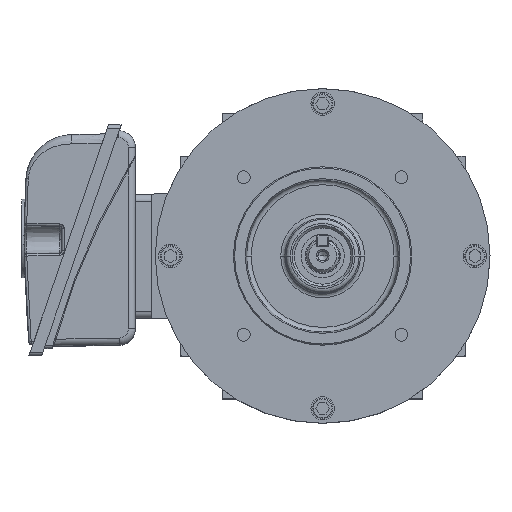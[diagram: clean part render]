
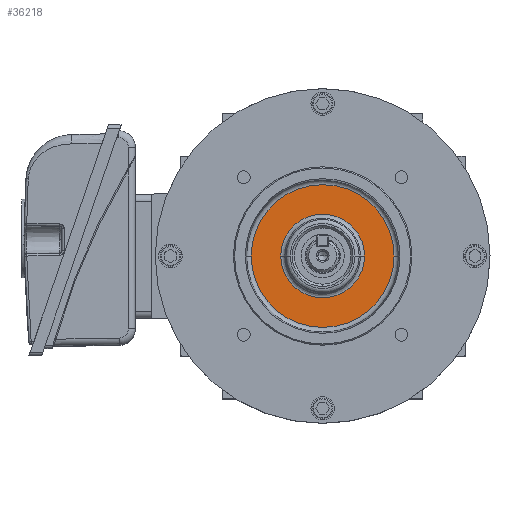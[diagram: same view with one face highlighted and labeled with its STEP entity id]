
A CAD part, top view. The second image highlights one B-rep face of the part: STEP entity #36218.
In plain terms, the highlighted face is planar.
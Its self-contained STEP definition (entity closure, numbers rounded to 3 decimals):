
#6513 = DIRECTION ( 'NONE',  ( 1., 0., 0. ) ) ;
#8964 = EDGE_CURVE ( 'NONE', #26403, #12965, #48742, .T. ) ;
#9886 = ORIENTED_EDGE ( 'NONE', *, *, #35981, .T. ) ;
#11263 = DIRECTION ( 'NONE',  ( 0., 0., -1. ) ) ;
#11864 = EDGE_CURVE ( 'NONE', #12965, #26403, #12980, .T. ) ;
#12411 = VERTEX_POINT ( 'NONE', #31122 ) ;
#12965 = VERTEX_POINT ( 'NONE', #22579 ) ;
#12980 = CIRCLE ( 'NONE', #60090, 30.48 ) ;
#14890 = DIRECTION ( 'NONE',  ( 0., 0., -1. ) ) ;
#17854 = DIRECTION ( 'NONE',  ( 1., 0., 0. ) ) ;
#17993 = DIRECTION ( 'NONE',  ( -1., 0., 0. ) ) ;
#22561 = VERTEX_POINT ( 'NONE', #52198 ) ;
#22579 = CARTESIAN_POINT ( 'NONE',  ( 9., 0., 30.48 ) ) ;
#22801 = CARTESIAN_POINT ( 'NONE',  ( 9., 0., 0. ) ) ;
#22824 = CIRCLE ( 'NONE', #49625, 17.887 ) ;
#23720 = EDGE_LOOP ( 'NONE', ( #9886, #56203 ) ) ;
#23867 = CIRCLE ( 'NONE', #26554, 17.887 ) ;
#26403 = VERTEX_POINT ( 'NONE', #49268 ) ;
#26537 = PLANE ( 'NONE',  #35060 ) ;
#26554 = AXIS2_PLACEMENT_3D ( 'NONE', #22801, #17854, #37490 ) ;
#31122 = CARTESIAN_POINT ( 'NONE',  ( 9., 0., 17.887 ) ) ;
#32492 = CARTESIAN_POINT ( 'NONE',  ( 9., 0., 0. ) ) ;
#35060 = AXIS2_PLACEMENT_3D ( 'NONE', #60307, #6513, #11263 ) ;
#35981 = EDGE_CURVE ( 'NONE', #22561, #12411, #22824, .T. ) ;
#36218 = ADVANCED_FACE ( 'NONE', ( #47551, #63793 ), #26537, .F. ) ;
#36818 = CARTESIAN_POINT ( 'NONE',  ( 9., 0., 0. ) ) ;
#37490 = DIRECTION ( 'NONE',  ( 0., 0., -1. ) ) ;
#40581 = CARTESIAN_POINT ( 'NONE',  ( 9., 0., 0. ) ) ;
#40800 = EDGE_CURVE ( 'NONE', #12411, #22561, #23867, .T. ) ;
#43472 = EDGE_LOOP ( 'NONE', ( #43589, #62836 ) ) ;
#43589 = ORIENTED_EDGE ( 'NONE', *, *, #8964, .T. ) ;
#43740 = AXIS2_PLACEMENT_3D ( 'NONE', #36818, #46796, #51797 ) ;
#44484 = DIRECTION ( 'NONE',  ( 1., 0., 0. ) ) ;
#46796 = DIRECTION ( 'NONE',  ( -1., 0., 0. ) ) ;
#47199 = DIRECTION ( 'NONE',  ( 0., 0., -1. ) ) ;
#47551 = FACE_BOUND ( 'NONE', #23720, .T. ) ;
#48742 = CIRCLE ( 'NONE', #43740, 30.48 ) ;
#49268 = CARTESIAN_POINT ( 'NONE',  ( 9., 0., -30.48 ) ) ;
#49625 = AXIS2_PLACEMENT_3D ( 'NONE', #40581, #44484, #14890 ) ;
#51797 = DIRECTION ( 'NONE',  ( 0., 0., -1. ) ) ;
#52198 = CARTESIAN_POINT ( 'NONE',  ( 9., 0., -17.887 ) ) ;
#56203 = ORIENTED_EDGE ( 'NONE', *, *, #40800, .T. ) ;
#60090 = AXIS2_PLACEMENT_3D ( 'NONE', #32492, #17993, #47199 ) ;
#60307 = CARTESIAN_POINT ( 'NONE',  ( 9., 32.313, 0. ) ) ;
#62836 = ORIENTED_EDGE ( 'NONE', *, *, #11864, .T. ) ;
#63793 = FACE_OUTER_BOUND ( 'NONE', #43472, .T. ) ;
